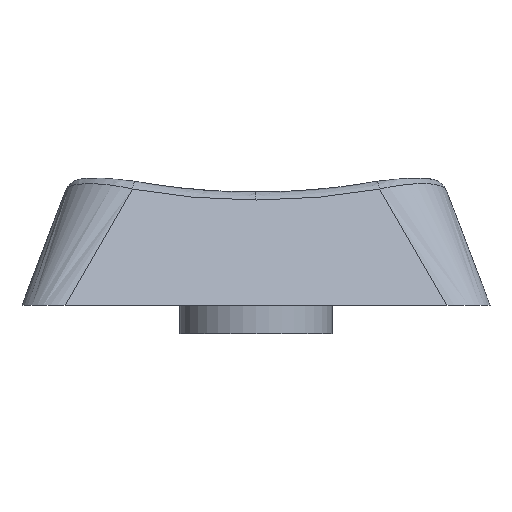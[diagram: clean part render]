
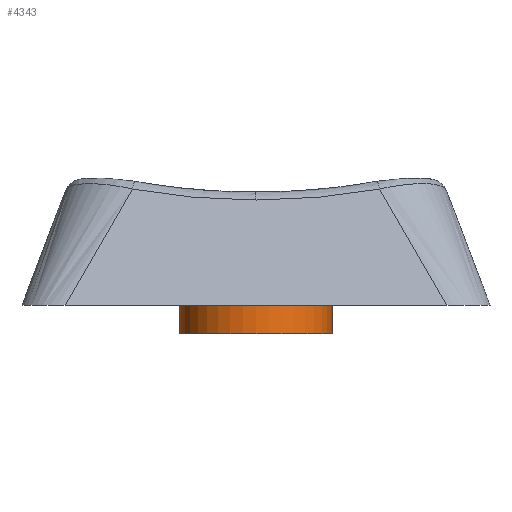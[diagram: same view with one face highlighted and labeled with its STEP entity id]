
A CAD part, left-side view. The second image highlights one B-rep face of the part: STEP entity #4343.
In plain terms, the highlighted cylindrical face has radius 2.65 mm (diameter 5.3 mm), a full revolution.
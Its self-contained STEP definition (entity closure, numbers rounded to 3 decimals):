
#4269 = CONICAL_SURFACE('',#4270,2.65,0.785);
#4270 = AXIS2_PLACEMENT_3D('',#4271,#4272,#4273);
#4271 = CARTESIAN_POINT('',(0.,0.,1.));
#4272 = DIRECTION('',(0.,0.,1.));
#4273 = DIRECTION('',(1.,0.,-0.));
#4295 = VERTEX_POINT('',#4296);
#4296 = CARTESIAN_POINT('',(2.65,0.,1.));
#4315 = EDGE_CURVE('',#4295,#4295,#4316,.T.);
#4316 = SURFACE_CURVE('',#4317,(#4322,#4329),.PCURVE_S1.);
#4317 = CIRCLE('',#4318,2.65);
#4318 = AXIS2_PLACEMENT_3D('',#4319,#4320,#4321);
#4319 = CARTESIAN_POINT('',(0.,0.,1.));
#4320 = DIRECTION('',(0.,-0.,-1.));
#4321 = DIRECTION('',(1.,0.,-0.));
#4322 = PCURVE('',#4269,#4323);
#4323 = DEFINITIONAL_REPRESENTATION('',(#4324),#4328);
#4324 = LINE('',#4325,#4326);
#4325 = CARTESIAN_POINT('',(-0.,0.));
#4326 = VECTOR('',#4327,1.);
#4327 = DIRECTION('',(-1.,0.));
#4328 = ( GEOMETRIC_REPRESENTATION_CONTEXT(2) 
PARAMETRIC_REPRESENTATION_CONTEXT() REPRESENTATION_CONTEXT('2D SPACE',''
  ) );
#4329 = PCURVE('',#4330,#4335);
#4330 = CYLINDRICAL_SURFACE('',#4331,2.65);
#4331 = AXIS2_PLACEMENT_3D('',#4332,#4333,#4334);
#4332 = CARTESIAN_POINT('',(0.,0.,-1.));
#4333 = DIRECTION('',(-0.,-0.,-1.));
#4334 = DIRECTION('',(1.,0.,0.));
#4335 = DEFINITIONAL_REPRESENTATION('',(#4336),#4340);
#4336 = LINE('',#4337,#4338);
#4337 = CARTESIAN_POINT('',(-6.283,-2.));
#4338 = VECTOR('',#4339,1.);
#4339 = DIRECTION('',(1.,-0.));
#4340 = ( GEOMETRIC_REPRESENTATION_CONTEXT(2) 
PARAMETRIC_REPRESENTATION_CONTEXT() REPRESENTATION_CONTEXT('2D SPACE',''
  ) );
#4343 = ADVANCED_FACE('',(#4344),#4330,.T.);
#4344 = FACE_BOUND('',#4345,.F.);
#4345 = EDGE_LOOP('',(#4346,#4369,#4396,#4397));
#4346 = ORIENTED_EDGE('',*,*,#4347,.F.);
#4347 = EDGE_CURVE('',#4348,#4295,#4350,.T.);
#4348 = VERTEX_POINT('',#4349);
#4349 = CARTESIAN_POINT('',(2.65,0.,-1.));
#4350 = SEAM_CURVE('',#4351,(#4355,#4362),.PCURVE_S1.);
#4351 = LINE('',#4352,#4353);
#4352 = CARTESIAN_POINT('',(2.65,0.,-1.));
#4353 = VECTOR('',#4354,1.);
#4354 = DIRECTION('',(0.,0.,1.));
#4355 = PCURVE('',#4330,#4356);
#4356 = DEFINITIONAL_REPRESENTATION('',(#4357),#4361);
#4357 = LINE('',#4358,#4359);
#4358 = CARTESIAN_POINT('',(-6.283,0.));
#4359 = VECTOR('',#4360,1.);
#4360 = DIRECTION('',(-0.,-1.));
#4361 = ( GEOMETRIC_REPRESENTATION_CONTEXT(2) 
PARAMETRIC_REPRESENTATION_CONTEXT() REPRESENTATION_CONTEXT('2D SPACE',''
  ) );
#4362 = PCURVE('',#4330,#4363);
#4363 = DEFINITIONAL_REPRESENTATION('',(#4364),#4368);
#4364 = LINE('',#4365,#4366);
#4365 = CARTESIAN_POINT('',(-0.,0.));
#4366 = VECTOR('',#4367,1.);
#4367 = DIRECTION('',(-0.,-1.));
#4368 = ( GEOMETRIC_REPRESENTATION_CONTEXT(2) 
PARAMETRIC_REPRESENTATION_CONTEXT() REPRESENTATION_CONTEXT('2D SPACE',''
  ) );
#4369 = ORIENTED_EDGE('',*,*,#4370,.F.);
#4370 = EDGE_CURVE('',#4348,#4348,#4371,.T.);
#4371 = SURFACE_CURVE('',#4372,(#4377,#4384),.PCURVE_S1.);
#4372 = CIRCLE('',#4373,2.65);
#4373 = AXIS2_PLACEMENT_3D('',#4374,#4375,#4376);
#4374 = CARTESIAN_POINT('',(0.,0.,-1.));
#4375 = DIRECTION('',(0.,0.,1.));
#4376 = DIRECTION('',(1.,0.,0.));
#4377 = PCURVE('',#4330,#4378);
#4378 = DEFINITIONAL_REPRESENTATION('',(#4379),#4383);
#4379 = LINE('',#4380,#4381);
#4380 = CARTESIAN_POINT('',(-0.,0.));
#4381 = VECTOR('',#4382,1.);
#4382 = DIRECTION('',(-1.,0.));
#4383 = ( GEOMETRIC_REPRESENTATION_CONTEXT(2) 
PARAMETRIC_REPRESENTATION_CONTEXT() REPRESENTATION_CONTEXT('2D SPACE',''
  ) );
#4384 = PCURVE('',#4385,#4390);
#4385 = PLANE('',#4386);
#4386 = AXIS2_PLACEMENT_3D('',#4387,#4388,#4389);
#4387 = CARTESIAN_POINT('',(0.,0.,-1.)
  );
#4388 = DIRECTION('',(0.,0.,1.));
#4389 = DIRECTION('',(1.,0.,0.));
#4390 = DEFINITIONAL_REPRESENTATION('',(#4391),#4395);
#4391 = CIRCLE('',#4392,2.65);
#4392 = AXIS2_PLACEMENT_2D('',#4393,#4394);
#4393 = CARTESIAN_POINT('',(0.,0.));
#4394 = DIRECTION('',(1.,0.));
#4395 = ( GEOMETRIC_REPRESENTATION_CONTEXT(2) 
PARAMETRIC_REPRESENTATION_CONTEXT() REPRESENTATION_CONTEXT('2D SPACE',''
  ) );
#4396 = ORIENTED_EDGE('',*,*,#4347,.T.);
#4397 = ORIENTED_EDGE('',*,*,#4315,.F.);
